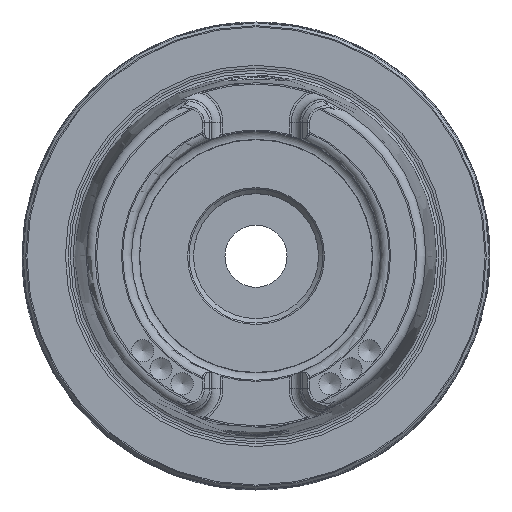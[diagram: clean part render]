
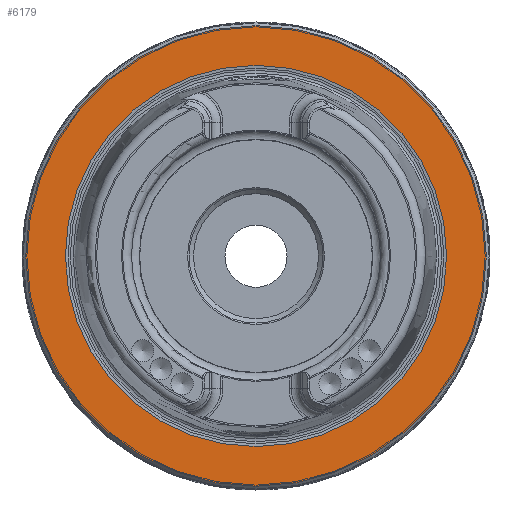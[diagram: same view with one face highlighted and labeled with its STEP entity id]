
A CAD part, top view. The second image highlights one B-rep face of the part: STEP entity #6179.
In plain terms, the highlighted planar face has unit normal (0, 0, 1).
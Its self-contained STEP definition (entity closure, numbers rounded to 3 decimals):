
#1548=ORIENTED_EDGE('',*,*,#2361,.T.);
#1549=ORIENTED_EDGE('',*,*,#2360,.F.);
#2360=EDGE_CURVE('',#2826,#2826,#3076,.T.);
#2361=EDGE_CURVE('',#2827,#2827,#3077,.T.);
#2826=VERTEX_POINT('',#9857);
#2827=VERTEX_POINT('',#9860);
#3076=CIRCLE('',#6656,25.782);
#3077=CIRCLE('',#6658,31.15);
#3398=EDGE_LOOP('',(#1548));
#3399=EDGE_LOOP('',(#1549));
#3812=FACE_BOUND('',#3398,.T.);
#3813=FACE_BOUND('',#3399,.T.);
#4010=PLANE('',#6657);
#6179=ADVANCED_FACE('',(#3812,#3813),#4010,.T.);
#6656=AXIS2_PLACEMENT_3D('',#9856,#7694,#7695);
#6657=AXIS2_PLACEMENT_3D('',#9858,#7696,#7697);
#6658=AXIS2_PLACEMENT_3D('',#9859,#7698,#7699);
#7694=DIRECTION('',(0.,0.,1.));
#7695=DIRECTION('',(1.,0.,0.));
#7696=DIRECTION('',(0.,0.,1.));
#7697=DIRECTION('',(1.,0.,0.));
#7698=DIRECTION('',(0.,0.,1.));
#7699=DIRECTION('',(1.,0.,0.));
#9856=CARTESIAN_POINT('',(0.,0.,0.2));
#9857=CARTESIAN_POINT('',(25.782,0.,0.2));
#9858=CARTESIAN_POINT('',(25.782,0.,0.2));
#9859=CARTESIAN_POINT('',(0.,0.,0.2));
#9860=CARTESIAN_POINT('',(31.15,0.,0.2));
